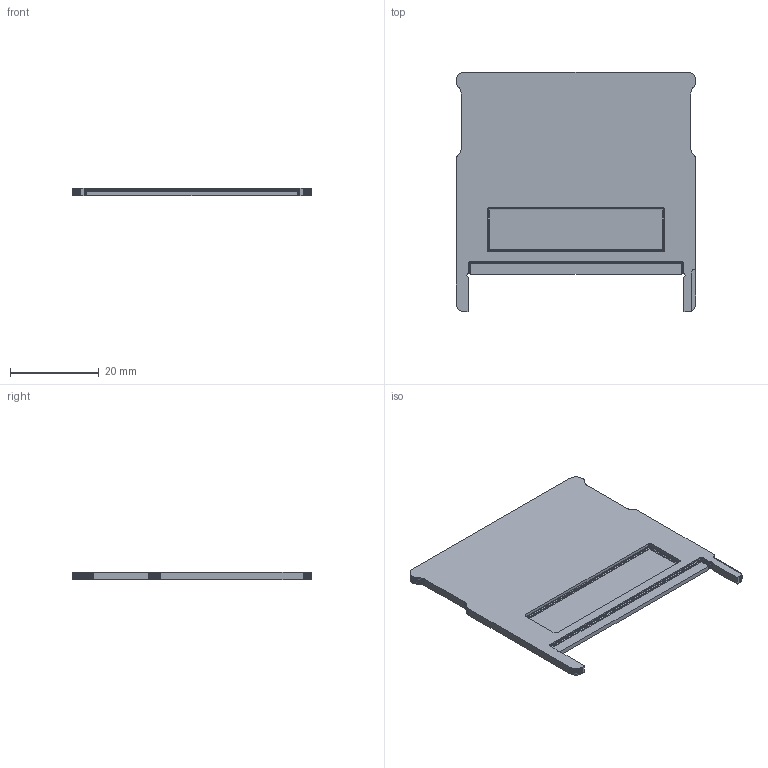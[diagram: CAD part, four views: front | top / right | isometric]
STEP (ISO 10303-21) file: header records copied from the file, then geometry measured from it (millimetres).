
FILE_DESCRIPTION(('FreeCAD Model'),'2;1');
FILE_NAME('Open CASCADE Shape Model','2023-01-04T02:32:38',(''),(''), 'Open CASCADE STEP processor 7.5','FreeCAD','Unknown');
FILE_SCHEMA(('AUTOMOTIVE_DESIGN { 1 0 10303 214 1 1 1 1 }'));
Length unit declared in the file: millimetre
Products named in the file (1): WP_2_IC_Card_Cover_ROM001001
Bounding box: 54 x 54 x 1.8 mm (x, y, z)
Surface area: 5431.2 mm2 (no closed solid volume)
Topology: 0 solids, 1 shells, 430 faces, 925 edges, 498 vertices
Faces by surface type: plane 430
Entity records: 10943 total; most frequent: CARTESIAN_POINT 1854, ORIENTED_EDGE 1850, DIRECTION 1787, EDGE_CURVE 925, LINE 925, VECTOR 925, VERTEX_POINT 498, AXIS2_PLACEMENT_3D 431
